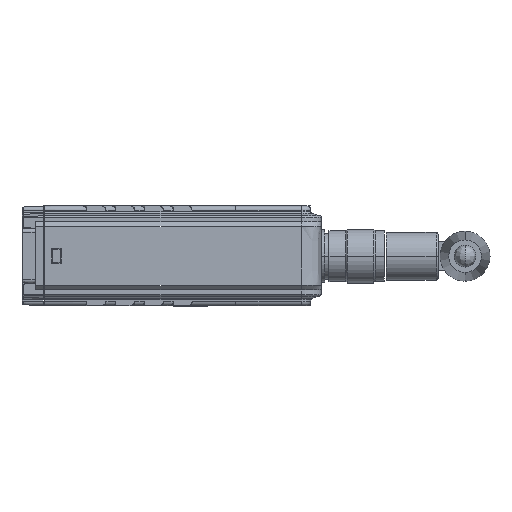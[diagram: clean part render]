
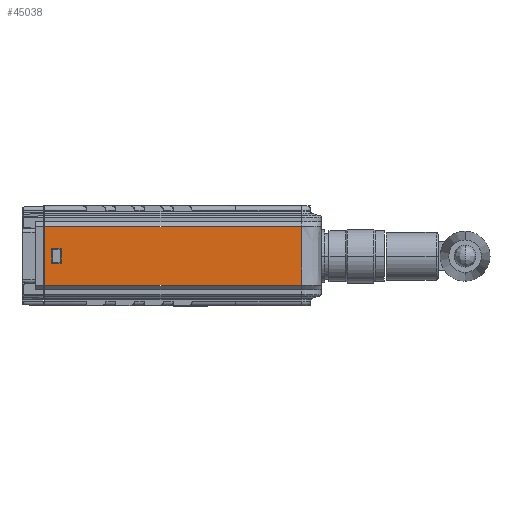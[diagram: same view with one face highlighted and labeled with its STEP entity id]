
A CAD part, left-side view. The second image highlights one B-rep face of the part: STEP entity #45038.
In plain terms, the highlighted planar face has unit normal (-1, 0, 0).
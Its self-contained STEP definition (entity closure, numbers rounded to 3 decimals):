
#813 = VERTEX_POINT ( 'NONE', #16751 ) ;
#2680 = VERTEX_POINT ( 'NONE', #22268 ) ;
#2693 = VERTEX_POINT ( 'NONE', #22281 ) ;
#2694 = VERTEX_POINT ( 'NONE', #22282 ) ;
#2695 = VERTEX_POINT ( 'NONE', #22283 ) ;
#2696 = VERTEX_POINT ( 'NONE', #22284 ) ;
#2697 = VERTEX_POINT ( 'NONE', #22285 ) ;
#2698 = VERTEX_POINT ( 'NONE', #22286 ) ;
#4840 = ORIENTED_EDGE ( 'NONE', *, *, #44769, .F. ) ;
#4841 = ORIENTED_EDGE ( 'NONE', *, *, #44770, .T. ) ;
#4842 = ORIENTED_EDGE ( 'NONE', *, *, #44773, .F. ) ;
#4843 = ORIENTED_EDGE ( 'NONE', *, *, #44775, .T. ) ;
#4844 = ORIENTED_EDGE ( 'NONE', *, *, #44776, .T. ) ;
#4845 = ORIENTED_EDGE ( 'NONE', *, *, #44764, .T. ) ;
#4846 = ORIENTED_EDGE ( 'NONE', *, *, #44758, .T. ) ;
#4847 = ORIENTED_EDGE ( 'NONE', *, *, #44752, .T. ) ;
#8012 = EDGE_LOOP ( 'NONE', ( #4840, #4841, #4842, #4843 ) ) ;
#8014 = EDGE_LOOP ( 'NONE', ( #4844, #4845, #4846, #4847 ) ) ;
#16751 = CARTESIAN_POINT ( 'NONE',  ( -54.5, -69.5, 7.919 ) ) ;
#22268 = CARTESIAN_POINT ( 'NONE',  ( -54.5, -69.5, -7.919 ) ) ;
#22281 = CARTESIAN_POINT ( 'NONE',  ( -54.5, -1.96, -2. ) ) ;
#22282 = CARTESIAN_POINT ( 'NONE',  ( -54.5, -1.96, 2. ) ) ;
#22283 = CARTESIAN_POINT ( 'NONE',  ( -54.5, 0., -7.919 ) ) ;
#22284 = CARTESIAN_POINT ( 'NONE',  ( -54.5, -4.46, -2. ) ) ;
#22285 = CARTESIAN_POINT ( 'NONE',  ( -54.5, 0., 7.919 ) ) ;
#22286 = CARTESIAN_POINT ( 'NONE',  ( -54.5, -4.46, 2. ) ) ;
#24132 = B_SPLINE_CURVE_WITH_KNOTS ( 'NONE', 3,
 ( #48915, #48907, #48932, #48933 ),
 .UNSPECIFIED., .F., .F.,
 ( 4, 4 ),
 ( 0.139, 0.209 ),
 .UNSPECIFIED. ) ;
#24133 = B_SPLINE_CURVE_WITH_KNOTS ( 'NONE', 3,
 ( #48929, #48931, #48938, #48939 ),
 .UNSPECIFIED., .F., .F.,
 ( 4, 4 ),
 ( 0., 0.07 ),
 .UNSPECIFIED. ) ;
#44752 = EDGE_CURVE ( 'NONE', #2693, #2694, #48902, .T. ) ;
#44758 = EDGE_CURVE ( 'NONE', #2696, #2693, #48911, .T. ) ;
#44764 = EDGE_CURVE ( 'NONE', #2698, #2696, #48920, .T. ) ;
#44769 = EDGE_CURVE ( 'NONE', #2695, #2697, #48926, .T. ) ;
#44770 = EDGE_CURVE ( 'NONE', #2695, #2680, #24132, .T. ) ;
#44773 = EDGE_CURVE ( 'NONE', #813, #2680, #48930, .T. ) ;
#44775 = EDGE_CURVE ( 'NONE', #813, #2697, #24133, .T. ) ;
#44776 = EDGE_CURVE ( 'NONE', #2694, #2698, #48940, .T. ) ;
#45038 = ADVANCED_FACE ( 'NONE', ( #49343, #49339 ), #49344, .F. ) ;
#47100 = VECTOR ( 'NONE', #48905, 1000. ) ;
#47103 = VECTOR ( 'NONE', #48913, 1000. ) ;
#47105 = VECTOR ( 'NONE', #48935, 1000. ) ;
#47106 = VECTOR ( 'NONE', #48922, 1000. ) ;
#47108 = VECTOR ( 'NONE', #48928, 1000. ) ;
#47111 = VECTOR ( 'NONE', #48942, 1000. ) ;
#47273 = AXIS2_PLACEMENT_3D ( 'NONE', #49334, #49346, #49347 ) ;
#48902 = LINE ( 'NONE', #48904, #47100 ) ;
#48904 = CARTESIAN_POINT ( 'NONE',  ( -54.5, -1.96, -2. ) ) ;
#48905 = DIRECTION ( 'NONE',  ( 0., 0., 1. ) ) ;
#48907 = CARTESIAN_POINT ( 'NONE',  ( -54.5, -23.167, -7.919 ) ) ;
#48911 = LINE ( 'NONE', #48912, #47103 ) ;
#48912 = CARTESIAN_POINT ( 'NONE',  ( -54.5, -4.46, -2. ) ) ;
#48913 = DIRECTION ( 'NONE',  ( 0., 1., 0. ) ) ;
#48915 = CARTESIAN_POINT ( 'NONE',  ( -54.5, 0., -7.919 ) ) ;
#48920 = LINE ( 'NONE', #48921, #47106 ) ;
#48921 = CARTESIAN_POINT ( 'NONE',  ( -54.5, -4.46, -2. ) ) ;
#48922 = DIRECTION ( 'NONE',  ( 0., 0., -1. ) ) ;
#48926 = LINE ( 'NONE', #48927, #47108 ) ;
#48927 = CARTESIAN_POINT ( 'NONE',  ( -54.5, 0., 13.5 ) ) ;
#48928 = DIRECTION ( 'NONE',  ( 0., 0., 1. ) ) ;
#48929 = CARTESIAN_POINT ( 'NONE',  ( -54.5, -69.5, 7.919 ) ) ;
#48930 = LINE ( 'NONE', #48934, #47105 ) ;
#48931 = CARTESIAN_POINT ( 'NONE',  ( -54.5, -46.333, 7.919 ) ) ;
#48932 = CARTESIAN_POINT ( 'NONE',  ( -54.5, -46.333, -7.919 ) ) ;
#48933 = CARTESIAN_POINT ( 'NONE',  ( -54.5, -69.5, -7.919 ) ) ;
#48934 = CARTESIAN_POINT ( 'NONE',  ( -54.5, -69.5, 0. ) ) ;
#48935 = DIRECTION ( 'NONE',  ( 0., 0., -1. ) ) ;
#48938 = CARTESIAN_POINT ( 'NONE',  ( -54.5, -23.167, 7.919 ) ) ;
#48939 = CARTESIAN_POINT ( 'NONE',  ( -54.5, 0., 7.919 ) ) ;
#48940 = LINE ( 'NONE', #48941, #47111 ) ;
#48941 = CARTESIAN_POINT ( 'NONE',  ( -54.5, -4.46, 2. ) ) ;
#48942 = DIRECTION ( 'NONE',  ( 0., -1., 0. ) ) ;
#49334 = CARTESIAN_POINT ( 'NONE',  ( -54.5, -69.5, -8. ) ) ;
#49339 = FACE_BOUND ( 'NONE', #8014, .T. ) ;
#49343 = FACE_OUTER_BOUND ( 'NONE', #8012, .T. ) ;
#49344 = PLANE ( 'NONE',  #47273 ) ;
#49346 = DIRECTION ( 'NONE',  ( 1., 0., 0. ) ) ;
#49347 = DIRECTION ( 'NONE',  ( 0., 1., 0. ) ) ;
